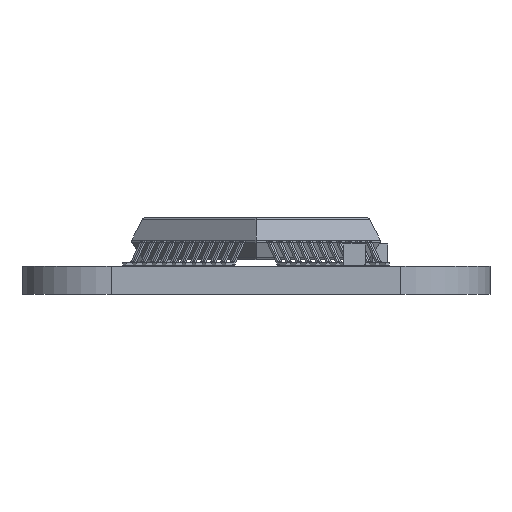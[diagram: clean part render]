
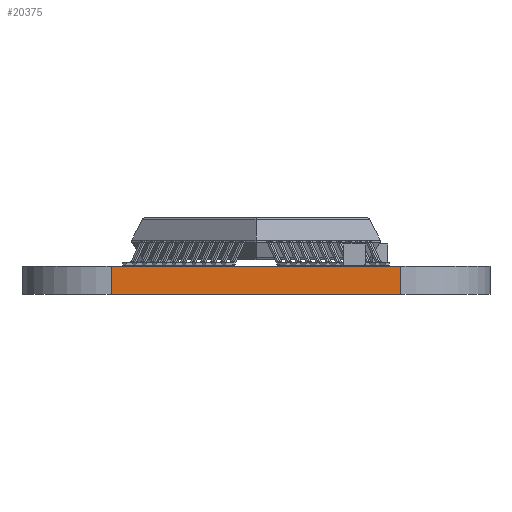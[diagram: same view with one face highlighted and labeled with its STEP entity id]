
A CAD part, front view. The second image highlights one B-rep face of the part: STEP entity #20375.
In plain terms, the highlighted planar face has unit normal (0, -1, 0).
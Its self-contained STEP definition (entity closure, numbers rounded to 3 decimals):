
#18751 = VERTEX_POINT('',#18752);
#18752 = CARTESIAN_POINT('',(3.175,-84.455,0.));
#18759 = EDGE_CURVE('',#18760,#18751,#18762,.T.);
#18760 = VERTEX_POINT('',#18761);
#18761 = CARTESIAN_POINT('',(19.685,-84.455,0.));
#18762 = LINE('',#18763,#18764);
#18763 = CARTESIAN_POINT('',(19.685,-84.455,0.));
#18764 = VECTOR('',#18765,1.);
#18765 = DIRECTION('',(-1.,0.,0.));
#19524 = VERTEX_POINT('',#19525);
#19525 = CARTESIAN_POINT('',(3.175,-84.455,1.6));
#19532 = EDGE_CURVE('',#19533,#19524,#19535,.T.);
#19533 = VERTEX_POINT('',#19534);
#19534 = CARTESIAN_POINT('',(19.685,-84.455,1.6));
#19535 = LINE('',#19536,#19537);
#19536 = CARTESIAN_POINT('',(19.685,-84.455,1.6));
#19537 = VECTOR('',#19538,1.);
#19538 = DIRECTION('',(-1.,0.,0.));
#20345 = EDGE_CURVE('',#18751,#19524,#20346,.T.);
#20346 = LINE('',#20347,#20348);
#20347 = CARTESIAN_POINT('',(3.175,-84.455,0.));
#20348 = VECTOR('',#20349,1.);
#20349 = DIRECTION('',(0.,0.,1.));
#20364 = EDGE_CURVE('',#18760,#19533,#20365,.T.);
#20365 = LINE('',#20366,#20367);
#20366 = CARTESIAN_POINT('',(19.685,-84.455,0.));
#20367 = VECTOR('',#20368,1.);
#20368 = DIRECTION('',(0.,0.,1.));
#20375 = ADVANCED_FACE('',(#20376),#20382,.T.);
#20376 = FACE_BOUND('',#20377,.T.);
#20377 = EDGE_LOOP('',(#20378,#20379,#20380,#20381));
#20378 = ORIENTED_EDGE('',*,*,#20364,.T.);
#20379 = ORIENTED_EDGE('',*,*,#19532,.T.);
#20380 = ORIENTED_EDGE('',*,*,#20345,.F.);
#20381 = ORIENTED_EDGE('',*,*,#18759,.F.);
#20382 = PLANE('',#20383);
#20383 = AXIS2_PLACEMENT_3D('',#20384,#20385,#20386);
#20384 = CARTESIAN_POINT('',(19.685,-84.455,0.));
#20385 = DIRECTION('',(0.,-1.,0.));
#20386 = DIRECTION('',(-1.,0.,0.));
